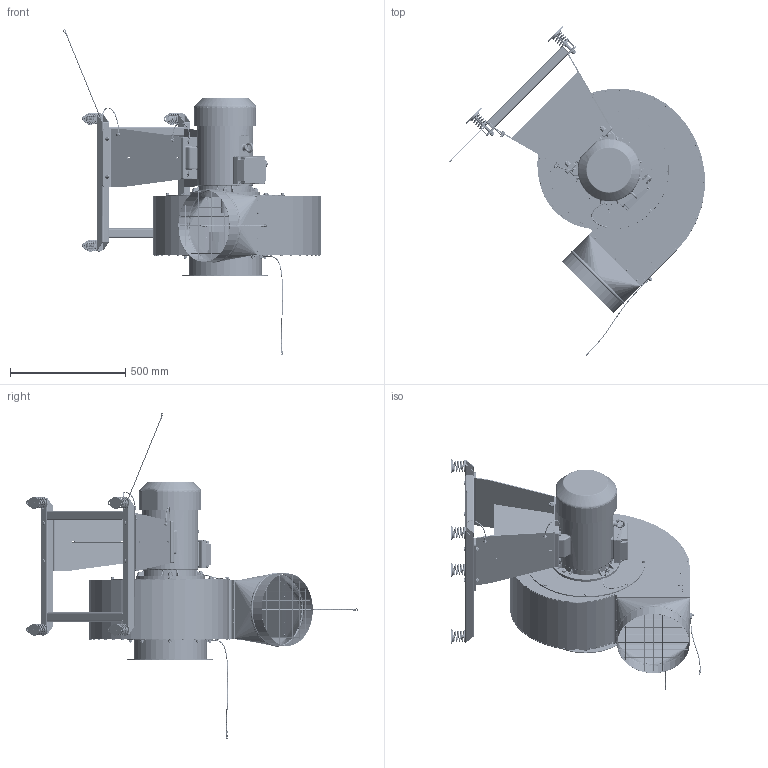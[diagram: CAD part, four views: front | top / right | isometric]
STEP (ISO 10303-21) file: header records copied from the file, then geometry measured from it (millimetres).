
FILE_DESCRIPTION(/* description */ ('3D Część','CAx-IF Rec.Pracs.---Representation and Presentation of Product Manufacturing Information (PMI)---4.0---2014-10-13'),/* implementation_level */ '2;1');
FILE_NAME(/* name */ '888W27 WPA-13-S-N_Ex.stp',/* time_stamp */ '2022-05-10T09:40:05+02:00',/* author */ ('b.kitowicz'),/* organization */ ('KLIMAWENT S.A.'),/* preprocessor_version */ 'ST-DEVELOPER v18.1',/* originating_system */ 'Autodesk Inventor 2021',/* authorisation */ '');
FILE_SCHEMA (('AP242_MANAGED_MODEL_BASED_3D_ENGINEERING_MIM_LF { 1 0 10303 442 1 1 4 }'));
Products named in the file (1): 888W27 WPA-13-S-N_Ex
Bounding box: 1115.57 x 1438.2 x 1411.87 mm (x, y, z)
Volume: 22437658.5 mm3; surface area: 5728287.8 mm2
Topology: 46 solids, 72 shells, 10031 faces, 24929 edges, 15745 vertices
Faces by surface type: plane 4881, cylinder 2605, bspline 1530, torus 638, cone 349, sphere 28
Full cylindrical faces by diameter (mm): 3 x36, 3.2 x2, 3.5 x2, 4 x103, 4.1 x1, 4.2 x94, 4.4 x6, 4.5 x12, 5 x8, 5.3 x8, 5.5 x12, 6 x12, 6.466 x4, 6.5 x14, 6.65 x4, 7 x12, 7.5 x1, 8 x152, 8.1 x4, 8.4 x6, 8.5 x17, 8.8 x8, 9 x8, 9.5 x8, 10 x28, 10.106 x1, 10.5 x4, 10.9 x16, 11 x8, 11.1 x8
Entity records: 343593 total; most frequent: CARTESIAN_POINT 99500, ORIENTED_EDGE 49806, DIRECTION 46865, EDGE_CURVE 24903, AXIS2_PLACEMENT_3D 17123, VERTEX_POINT 15745, LINE 12619, VECTOR 12619
